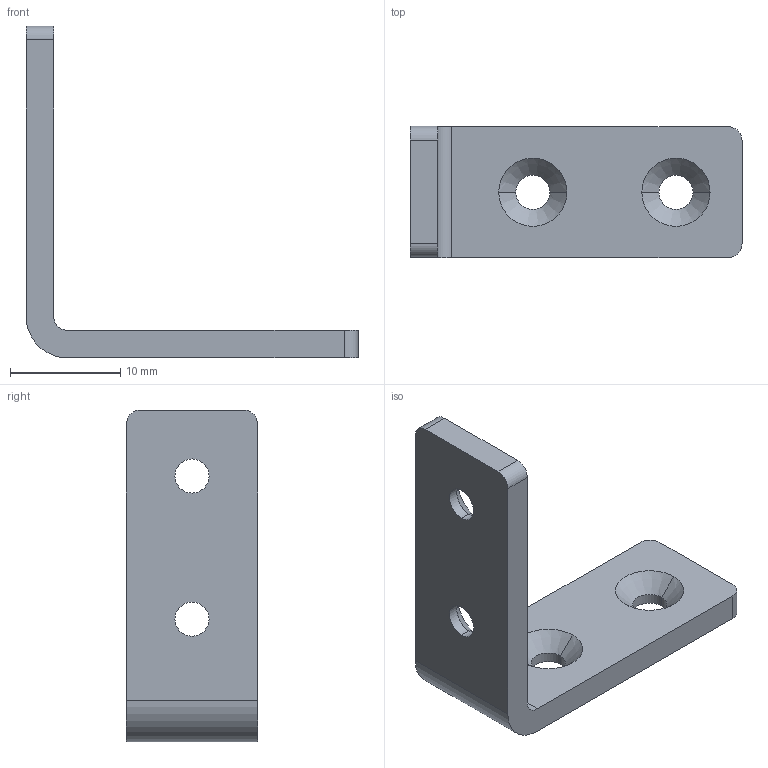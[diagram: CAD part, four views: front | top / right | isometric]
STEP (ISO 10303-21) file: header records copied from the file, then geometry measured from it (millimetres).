
FILE_DESCRIPTION (( 'STEP AP203' ), '1' );
FILE_NAME ('19155A34_304 Stainless Steel Corner Bracket.STEP', '2023-10-23T18:00:42', ( 'Administrator' ), ( 'Managed by Terraform' ), 'SwSTEP 2.0', 'SolidWorks 2017', '' );
FILE_SCHEMA (( 'CONFIG_CONTROL_DESIGN' ));
Length unit declared in the file: inch
Products named in the file (1): 19155A34_304 Stainless Steel Corner Bracket
Bounding box: 30.16 x 11.91 x 30.16 mm (x, y, z)
Volume: 1547.2 mm3; surface area: 1699.9 mm2
Topology: 1 solids, 1 shells, 30 faces, 76 edges, 48 vertices
Faces by surface type: cylinder 14, cone 8, plane 8
Entity records: 1007 total; most frequent: DIRECTION 174, CARTESIAN_POINT 155, ORIENTED_EDGE 152, EDGE_CURVE 76, AXIS2_PLACEMENT_3D 67, VERTEX_POINT 48, VECTOR 40, LINE 40
